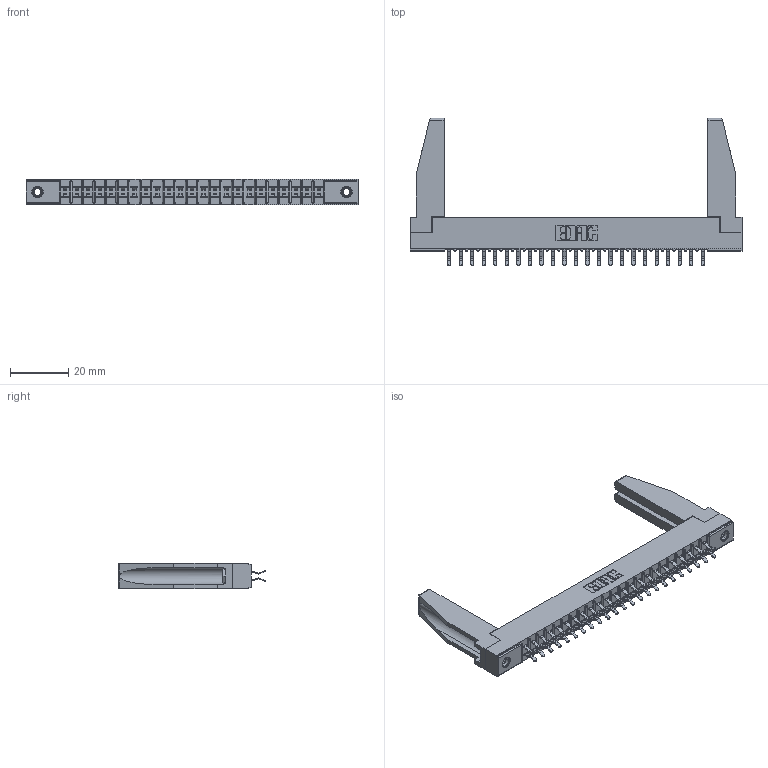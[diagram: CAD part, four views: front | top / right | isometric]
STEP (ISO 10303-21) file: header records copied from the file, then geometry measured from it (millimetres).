
FILE_DESCRIPTION (( 'STEP AP203' ), '1' );
FILE_NAME ('315-046-556-278.STEP', '2019-09-10T18:10:56', ( '' ), ( '' ), 'SwSTEP 2.0', 'SolidWorks 2016', '' );
FILE_SCHEMA (( 'CONFIG_CONTROL_DESIGN' ));
Length unit declared in the file: inch
Products named in the file (5): 305-290-001_556; 345-250-001_345-250-001-102; 307-220-078; 305 Part_.156 Dia; 315-046-556-278
Assembly tree (51 placements, depth 2):
  315-046-556-278
    305 Part_.156 Dia
    305-290-001_556  x46
    345-250-001_345-250-001-102  x2
    307-220-078  x2
Bounding box: 114.15 x 50.67 x 8.71 mm (x, y, z)
Volume: 11147.8 mm3; surface area: 17399.2 mm2
Topology: 51 solids, 51 shells, 2822 faces, 8075 edges, 5250 vertices
Faces by surface type: plane 1578, cylinder 1136, sphere 92, cone 12, torus 4
Entity records: 29877 total; most frequent: CARTESIAN_POINT 4953, ORIENTED_EDGE 4872, DIRECTION 4768, EDGE_CURVE 2436, LINE 1942, VECTOR 1942, VERTEX_POINT 1556, AXIS2_PLACEMENT_3D 1413
